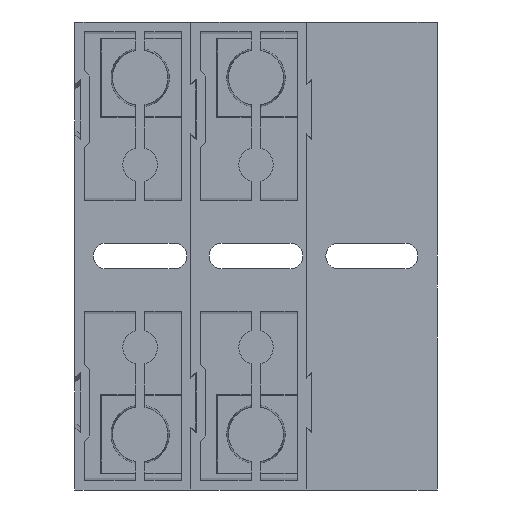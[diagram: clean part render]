
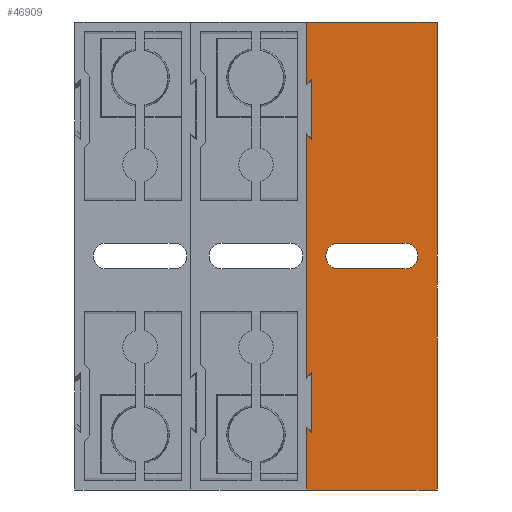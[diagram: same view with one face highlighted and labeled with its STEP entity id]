
A CAD part, front view. The second image highlights one B-rep face of the part: STEP entity #46909.
In plain terms, the highlighted planar face has unit normal (0, -1, 0).
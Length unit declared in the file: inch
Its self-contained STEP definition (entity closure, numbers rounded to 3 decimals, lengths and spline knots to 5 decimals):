
#897 = VECTOR ( 'NONE', #10585, 39.37008 ) ;
#1032 = AXIS2_PLACEMENT_3D ( 'NONE', #131866, #65502, #143037 ) ;
#1529 = CARTESIAN_POINT ( 'NONE',  ( -0.216, 0., -0.084 ) ) ;
#2182 = VERTEX_POINT ( 'NONE', #93115 ) ;
#3183 = AXIS2_PLACEMENT_3D ( 'NONE', #16499, #94252, #27684 ) ;
#3407 = CARTESIAN_POINT ( 'NONE',  ( 0.425, 0., 1.525 ) ) ;
#4608 = EDGE_CURVE ( 'NONE', #64630, #53161, #60746, .T. ) ;
#4783 = LINE ( 'NONE', #33397, #119449 ) ;
#7376 = EDGE_CURVE ( 'NONE', #2182, #34274, #36631, .T. ) ;
#8133 = ORIENTED_EDGE ( 'NONE', *, *, #65521, .F. ) ;
#8926 = CARTESIAN_POINT ( 'NONE',  ( -0.391, 0., 0.7605 ) ) ;
#9479 = EDGE_CURVE ( 'NONE', #131377, #34274, #10729, .T. ) ;
#9681 = VERTEX_POINT ( 'NONE', #34429 ) ;
#10585 = DIRECTION ( 'NONE',  ( -1., 0., 0. ) ) ;
#10729 = LINE ( 'NONE', #19372, #125286 ) ;
#10803 = DIRECTION ( 'NONE',  ( 0.707, 0., -0.707 ) ) ;
#12104 = EDGE_CURVE ( 'NONE', #131377, #65208, #87422, .T. ) ;
#12951 = ORIENTED_EDGE ( 'NONE', *, *, #4608, .T. ) ;
#15521 = VERTEX_POINT ( 'NONE', #81653 ) ;
#16499 = CARTESIAN_POINT ( 'NONE',  ( 0.425, 0., 1.525 ) ) ;
#16922 = CARTESIAN_POINT ( 'NONE',  ( -0.216, 0., 0.084 ) ) ;
#17846 = EDGE_CURVE ( 'NONE', #15521, #33015, #141571, .T. ) ;
#17946 = ORIENTED_EDGE ( 'NONE', *, *, #19656, .T. ) ;
#18047 = ORIENTED_EDGE ( 'NONE', *, *, #105611, .F. ) ;
#18712 = VECTOR ( 'NONE', #114354, 39.37008 ) ;
#19372 = CARTESIAN_POINT ( 'NONE',  ( -0.425, 0., 1.525 ) ) ;
#19656 = EDGE_CURVE ( 'NONE', #54709, #99077, #71087, .T. ) ;
#20194 = CARTESIAN_POINT ( 'NONE',  ( -0.391, 0., 0.7605 ) ) ;
#22435 = CARTESIAN_POINT ( 'NONE',  ( -0.425, 0., 1.525 ) ) ;
#25507 = CARTESIAN_POINT ( 'NONE',  ( 0.425, 0., -1.525 ) ) ;
#25547 = CARTESIAN_POINT ( 'NONE',  ( -0.216, 0., 0. ) ) ;
#27684 = DIRECTION ( 'NONE',  ( 0., 0., 1. ) ) ;
#29403 = ORIENTED_EDGE ( 'NONE', *, *, #123411, .T. ) ;
#31202 = VECTOR ( 'NONE', #122365, 39.37008 ) ;
#33015 = VERTEX_POINT ( 'NONE', #44018 ) ;
#33142 = VECTOR ( 'NONE', #103361, 39.37008 ) ;
#33397 = CARTESIAN_POINT ( 'NONE',  ( -0.391, 0., -1.1515 ) ) ;
#34274 = VERTEX_POINT ( 'NONE', #124137 ) ;
#34276 = VECTOR ( 'NONE', #93372, 39.37008 ) ;
#34429 = CARTESIAN_POINT ( 'NONE',  ( -0.425, 0., 1.1175 ) ) ;
#34449 = FACE_OUTER_BOUND ( 'NONE', #35070, .T. ) ;
#35070 = EDGE_LOOP ( 'NONE', ( #116598, #52556, #8133, #45607, #48583, #135705, #18047, #65434, #12951, #83495, #141083, #127104 ) ) ;
#36631 = LINE ( 'NONE', #114538, #33142 ) ;
#36796 = DIRECTION ( 'NONE',  ( 0., 0., 1. ) ) ;
#36870 = LINE ( 'NONE', #143775, #62899 ) ;
#37570 = EDGE_LOOP ( 'NONE', ( #141156, #135786, #17946, #29403 ) ) ;
#37908 = LINE ( 'NONE', #1529, #93451 ) ;
#38458 = PLANE ( 'NONE',  #3183 ) ;
#38758 = VERTEX_POINT ( 'NONE', #48131 ) ;
#41510 = VECTOR ( 'NONE', #136489, 39.37008 ) ;
#44018 = CARTESIAN_POINT ( 'NONE',  ( 0.425, 0., -1.525 ) ) ;
#44621 = DIRECTION ( 'NONE',  ( 0., 0., 1. ) ) ;
#45607 = ORIENTED_EDGE ( 'NONE', *, *, #12104, .F. ) ;
#46909 = ADVANCED_FACE ( 'NONE', ( #64002, #34449 ), #38458, .F. ) ;
#48131 = CARTESIAN_POINT ( 'NONE',  ( -0.425, 0., 1.525 ) ) ;
#48583 = ORIENTED_EDGE ( 'NONE', *, *, #9479, .T. ) ;
#48720 = CARTESIAN_POINT ( 'NONE',  ( -0.425, 0., 1.1175 ) ) ;
#49725 = VERTEX_POINT ( 'NONE', #132131 ) ;
#52556 = ORIENTED_EDGE ( 'NONE', *, *, #77601, .F. ) ;
#53161 = VERTEX_POINT ( 'NONE', #129940 ) ;
#54709 = VERTEX_POINT ( 'NONE', #16922 ) ;
#54897 = VERTEX_POINT ( 'NONE', #130958 ) ;
#55326 = DIRECTION ( 'NONE',  ( 0., 0., -1. ) ) ;
#56056 = CARTESIAN_POINT ( 'NONE',  ( -0.425, 0., 0.7945 ) ) ;
#56194 = EDGE_CURVE ( 'NONE', #61846, #49725, #37908, .T. ) ;
#56582 = LINE ( 'NONE', #121724, #897 ) ;
#57901 = EDGE_CURVE ( 'NONE', #64630, #54897, #36870, .T. ) ;
#60746 = LINE ( 'NONE', #22435, #31202 ) ;
#61846 = VERTEX_POINT ( 'NONE', #136713 ) ;
#62899 = VECTOR ( 'NONE', #10803, 39.37008 ) ;
#63835 = LINE ( 'NONE', #48720, #34276 ) ;
#64002 = FACE_BOUND ( 'NONE', #37570, .T. ) ;
#64630 = VERTEX_POINT ( 'NONE', #76092 ) ;
#65208 = VERTEX_POINT ( 'NONE', #8926 ) ;
#65434 = ORIENTED_EDGE ( 'NONE', *, *, #57901, .F. ) ;
#65502 = DIRECTION ( 'NONE',  ( 0., 1., 0. ) ) ;
#65521 = EDGE_CURVE ( 'NONE', #65208, #98832, #74447, .T. ) ;
#70007 = DIRECTION ( 'NONE',  ( 0., 0., -1. ) ) ;
#70103 = CARTESIAN_POINT ( 'NONE',  ( -0.391, 0., 1.1515 ) ) ;
#71087 = LINE ( 'NONE', #111127, #97147 ) ;
#74447 = LINE ( 'NONE', #70103, #41510 ) ;
#75834 = LINE ( 'NONE', #87793, #101842 ) ;
#76092 = CARTESIAN_POINT ( 'NONE',  ( -0.425, 0., -1.1175 ) ) ;
#77601 = EDGE_CURVE ( 'NONE', #98832, #9681, #63835, .T. ) ;
#80654 = EDGE_CURVE ( 'NONE', #33015, #53161, #133374, .T. ) ;
#81653 = CARTESIAN_POINT ( 'NONE',  ( 0.425, 0., 1.525 ) ) ;
#83495 = ORIENTED_EDGE ( 'NONE', *, *, #80654, .F. ) ;
#86294 = CARTESIAN_POINT ( 'NONE',  ( -0.391, 0., 1.1515 ) ) ;
#87422 = LINE ( 'NONE', #20194, #113433 ) ;
#87793 = CARTESIAN_POINT ( 'NONE',  ( -0.425, 0., 1.525 ) ) ;
#90393 = DIRECTION ( 'NONE',  ( -1., 0., 0. ) ) ;
#92512 = CARTESIAN_POINT ( 'NONE',  ( 0.216, 0., 0.084 ) ) ;
#93115 = CARTESIAN_POINT ( 'NONE',  ( -0.391, 0., -0.7605 ) ) ;
#93372 = DIRECTION ( 'NONE',  ( -0.707, 0., -0.707 ) ) ;
#93451 = VECTOR ( 'NONE', #90393, 39.37008 ) ;
#94252 = DIRECTION ( 'NONE',  ( 0., 1., 0. ) ) ;
#97147 = VECTOR ( 'NONE', #122206, 39.37008 ) ;
#97930 = DIRECTION ( 'NONE',  ( 0.707, 0., -0.707 ) ) ;
#98832 = VERTEX_POINT ( 'NONE', #86294 ) ;
#99077 = VERTEX_POINT ( 'NONE', #92512 ) ;
#101842 = VECTOR ( 'NONE', #55326, 39.37008 ) ;
#103232 = DIRECTION ( 'NONE',  ( 0., 1., 0. ) ) ;
#103361 = DIRECTION ( 'NONE',  ( -0.707, 0., -0.707 ) ) ;
#105611 = EDGE_CURVE ( 'NONE', #54897, #2182, #4783, .T. ) ;
#111127 = CARTESIAN_POINT ( 'NONE',  ( -0.216, 0., 0.084 ) ) ;
#113433 = VECTOR ( 'NONE', #97930, 39.37008 ) ;
#114000 = CIRCLE ( 'NONE', #1032, 0.084 ) ;
#114354 = DIRECTION ( 'NONE',  ( -1., 0., 0. ) ) ;
#114538 = CARTESIAN_POINT ( 'NONE',  ( -0.391, 0., -0.7605 ) ) ;
#116043 = CIRCLE ( 'NONE', #141336, 0.084 ) ;
#116598 = ORIENTED_EDGE ( 'NONE', *, *, #129777, .T. ) ;
#119371 = DIRECTION ( 'NONE',  ( 0., 0., -1. ) ) ;
#119449 = VECTOR ( 'NONE', #44621, 39.37008 ) ;
#121724 = CARTESIAN_POINT ( 'NONE',  ( 0.425, 0., 1.525 ) ) ;
#122206 = DIRECTION ( 'NONE',  ( 1., 0., 0. ) ) ;
#122365 = DIRECTION ( 'NONE',  ( 0., 0., -1. ) ) ;
#122587 = EDGE_CURVE ( 'NONE', #49725, #54709, #116043, .T. ) ;
#123411 = EDGE_CURVE ( 'NONE', #99077, #61846, #114000, .T. ) ;
#124137 = CARTESIAN_POINT ( 'NONE',  ( -0.425, 0., -0.7945 ) ) ;
#125286 = VECTOR ( 'NONE', #119371, 39.37008 ) ;
#127104 = ORIENTED_EDGE ( 'NONE', *, *, #140625, .T. ) ;
#129777 = EDGE_CURVE ( 'NONE', #38758, #9681, #75834, .T. ) ;
#129940 = CARTESIAN_POINT ( 'NONE',  ( -0.425, 0., -1.525 ) ) ;
#130958 = CARTESIAN_POINT ( 'NONE',  ( -0.391, 0., -1.1515 ) ) ;
#131377 = VERTEX_POINT ( 'NONE', #56056 ) ;
#131866 = CARTESIAN_POINT ( 'NONE',  ( 0.216, 0., 0. ) ) ;
#132131 = CARTESIAN_POINT ( 'NONE',  ( -0.216, 0., -0.084 ) ) ;
#133374 = LINE ( 'NONE', #25507, #18712 ) ;
#135705 = ORIENTED_EDGE ( 'NONE', *, *, #7376, .F. ) ;
#135786 = ORIENTED_EDGE ( 'NONE', *, *, #122587, .T. ) ;
#136489 = DIRECTION ( 'NONE',  ( 0., 0., 1. ) ) ;
#136713 = CARTESIAN_POINT ( 'NONE',  ( 0.216, 0., -0.084 ) ) ;
#138071 = VECTOR ( 'NONE', #70007, 39.37008 ) ;
#140625 = EDGE_CURVE ( 'NONE', #15521, #38758, #56582, .T. ) ;
#141083 = ORIENTED_EDGE ( 'NONE', *, *, #17846, .F. ) ;
#141156 = ORIENTED_EDGE ( 'NONE', *, *, #56194, .T. ) ;
#141336 = AXIS2_PLACEMENT_3D ( 'NONE', #25547, #103232, #36796 ) ;
#141571 = LINE ( 'NONE', #3407, #138071 ) ;
#143037 = DIRECTION ( 'NONE',  ( 0., 0., 1. ) ) ;
#143775 = CARTESIAN_POINT ( 'NONE',  ( -0.425, 0., -1.1175 ) ) ;
